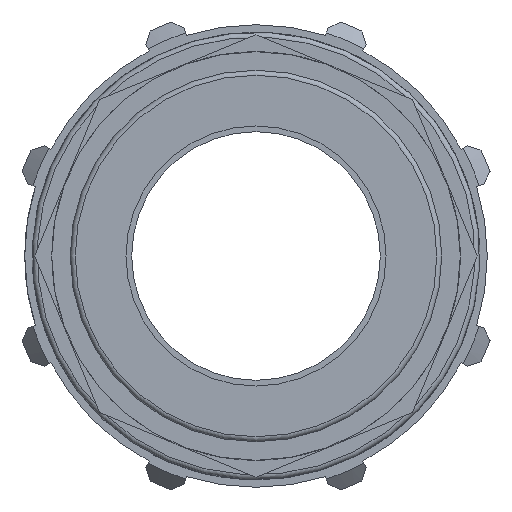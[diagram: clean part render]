
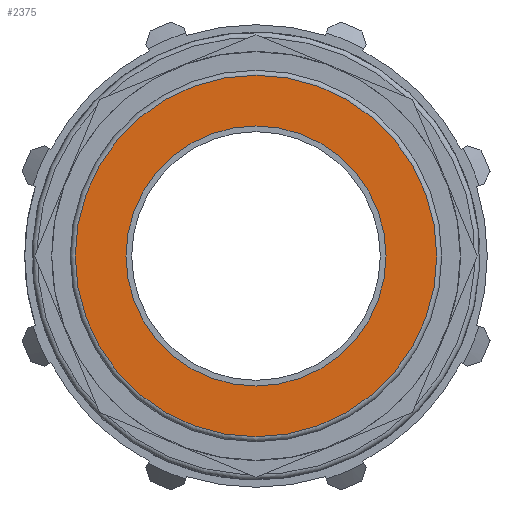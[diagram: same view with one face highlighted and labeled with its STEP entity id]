
A CAD part, left-side view. The second image highlights one B-rep face of the part: STEP entity #2375.
In plain terms, the highlighted planar face has unit normal (-1, 0, 0).
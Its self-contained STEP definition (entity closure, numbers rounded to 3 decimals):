
#463=PLANE('',#2516);
#545=FACE_BOUND('',#713,.T.);
#574=FACE_OUTER_BOUND('',#712,.T.);
#712=EDGE_LOOP('',(#1549));
#713=EDGE_LOOP('',(#1550));
#876=CIRCLE('',#2514,23.262);
#878=CIRCLE('',#2517,16.731);
#981=VERTEX_POINT('',#3419);
#983=VERTEX_POINT('',#3424);
#1210=EDGE_CURVE('',#981,#981,#876,.T.);
#1212=EDGE_CURVE('',#983,#983,#878,.T.);
#1549=ORIENTED_EDGE('',*,*,#1210,.F.);
#1550=ORIENTED_EDGE('',*,*,#1212,.T.);
#2375=ADVANCED_FACE('',(#574,#545),#463,.T.);
#2514=AXIS2_PLACEMENT_3D('',#3420,#2759,#2760);
#2516=AXIS2_PLACEMENT_3D('',#3423,#2763,#2764);
#2517=AXIS2_PLACEMENT_3D('',#3425,#2765,#2766);
#2759=DIRECTION('center_axis',(1.,0.,0.));
#2760=DIRECTION('ref_axis',(0.,-1.,0.));
#2763=DIRECTION('center_axis',(-1.,0.,0.));
#2764=DIRECTION('ref_axis',(0.,0.,1.));
#2765=DIRECTION('center_axis',(1.,0.,0.));
#2766=DIRECTION('ref_axis',(0.,0.,-1.));
#3419=CARTESIAN_POINT('',(0.,23.262,0.));
#3420=CARTESIAN_POINT('Origin',(0.,0.,0.));
#3423=CARTESIAN_POINT('Origin',(0.,23.902,0.));
#3424=CARTESIAN_POINT('',(0.,16.731,0.));
#3425=CARTESIAN_POINT('Origin',(0.,0.,0.));
